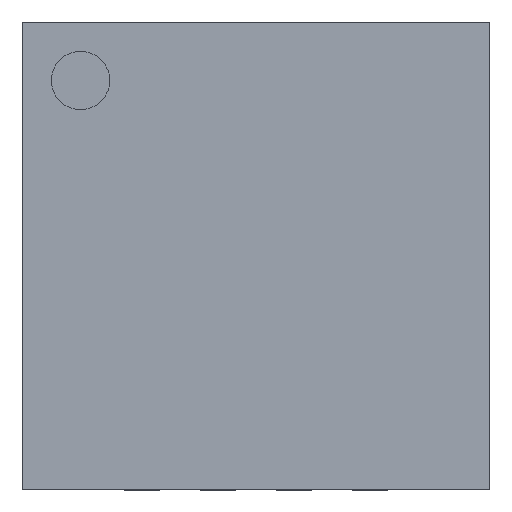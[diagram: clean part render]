
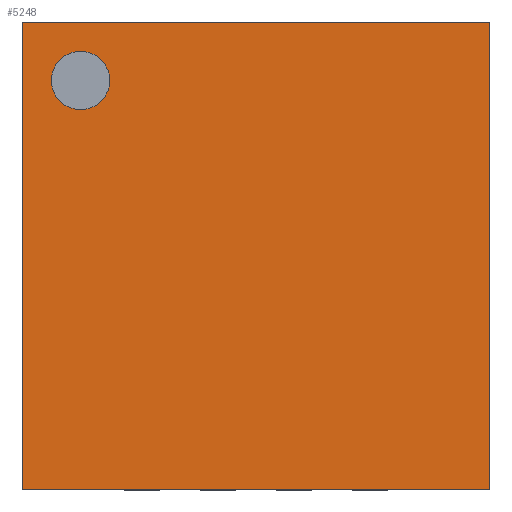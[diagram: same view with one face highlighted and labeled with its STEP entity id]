
A CAD part, top view. The second image highlights one B-rep face of the part: STEP entity #5248.
In plain terms, the highlighted planar face has unit normal (0, 0, 1).
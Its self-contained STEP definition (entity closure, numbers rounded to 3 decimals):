
#2846=CARTESIAN_POINT('',(-1.25,1.5,0.8));
#2847=VERTEX_POINT('',#2846);
#2856=CARTESIAN_POINT('',(-1.75,1.5,0.8));
#2857=VERTEX_POINT('',#2856);
#2858=CARTESIAN_POINT('',(-1.5,1.5,0.8));
#2859=DIRECTION('',(0.0,0.0,-1.0));
#2860=DIRECTION('',(1.0,0.0,0.0));
#2861=AXIS2_PLACEMENT_3D('',#2858,#2859,#2860);
#2862=CIRCLE('',#2861,0.25);
#2863=EDGE_CURVE('',#2857,#2847,#2862,.T.);
#2897=CARTESIAN_POINT('',(-1.5,1.5,0.8));
#2898=DIRECTION('',(0.0,0.0,-1.0));
#2899=DIRECTION('',(1.0,0.0,0.0));
#2900=AXIS2_PLACEMENT_3D('',#2897,#2898,#2899);
#2901=CIRCLE('',#2900,0.25);
#2902=EDGE_CURVE('',#2847,#2857,#2901,.T.);
#5205=CARTESIAN_POINT('',(0.0,0.0,0.8));
#5206=DIRECTION('',(0.0,0.0,1.0));
#5207=DIRECTION('',(0.0,-1.0,0.0));
#5208=AXIS2_PLACEMENT_3D('',#5205,#5206,#5207);
#5209=PLANE('',#5208);
#5210=CARTESIAN_POINT('',(-2.0,-2.0,0.8));
#5211=VERTEX_POINT('',#5210);
#5212=CARTESIAN_POINT('',(2.0,-2.0,0.8));
#5213=VERTEX_POINT('',#5212);
#5214=CARTESIAN_POINT('',(-2.0,-2.0,0.8));
#5215=DIRECTION('',(1.0,0.0,0.0));
#5216=VECTOR('',#5215,4.0);
#5217=LINE('',#5214,#5216);
#5218=EDGE_CURVE('',#5211,#5213,#5217,.T.);
#5219=ORIENTED_EDGE('',*,*,#5218,.T.);
#5220=CARTESIAN_POINT('',(2.0,2.0,0.8));
#5221=VERTEX_POINT('',#5220);
#5222=CARTESIAN_POINT('',(2.0,-2.0,0.8));
#5223=DIRECTION('',(0.0,1.0,0.0));
#5224=VECTOR('',#5223,4.0);
#5225=LINE('',#5222,#5224);
#5226=EDGE_CURVE('',#5213,#5221,#5225,.T.);
#5227=ORIENTED_EDGE('',*,*,#5226,.T.);
#5228=CARTESIAN_POINT('',(-2.0,2.0,0.8));
#5229=VERTEX_POINT('',#5228);
#5230=CARTESIAN_POINT('',(2.0,2.,0.8));
#5231=DIRECTION('',(-1.0,0.0,0.0));
#5232=VECTOR('',#5231,4.0);
#5233=LINE('',#5230,#5232);
#5234=EDGE_CURVE('',#5221,#5229,#5233,.T.);
#5235=ORIENTED_EDGE('',*,*,#5234,.T.);
#5236=CARTESIAN_POINT('',(-2.0,2.0,0.8));
#5237=DIRECTION('',(0.0,-1.0,0.0));
#5238=VECTOR('',#5237,4.0);
#5239=LINE('',#5236,#5238);
#5240=EDGE_CURVE('',#5229,#5211,#5239,.T.);
#5241=ORIENTED_EDGE('',*,*,#5240,.T.);
#5242=EDGE_LOOP('',(#5219,#5227,#5235,#5241));
#5243=FACE_OUTER_BOUND('',#5242,.T.);
#5244=ORIENTED_EDGE('',*,*,#2902,.T.);
#5245=ORIENTED_EDGE('',*,*,#2863,.T.);
#5246=EDGE_LOOP('',(#5244,#5245));
#5247=FACE_BOUND('',#5246,.T.);
#5248=ADVANCED_FACE('',(#5243,#5247),#5209,.T.);
